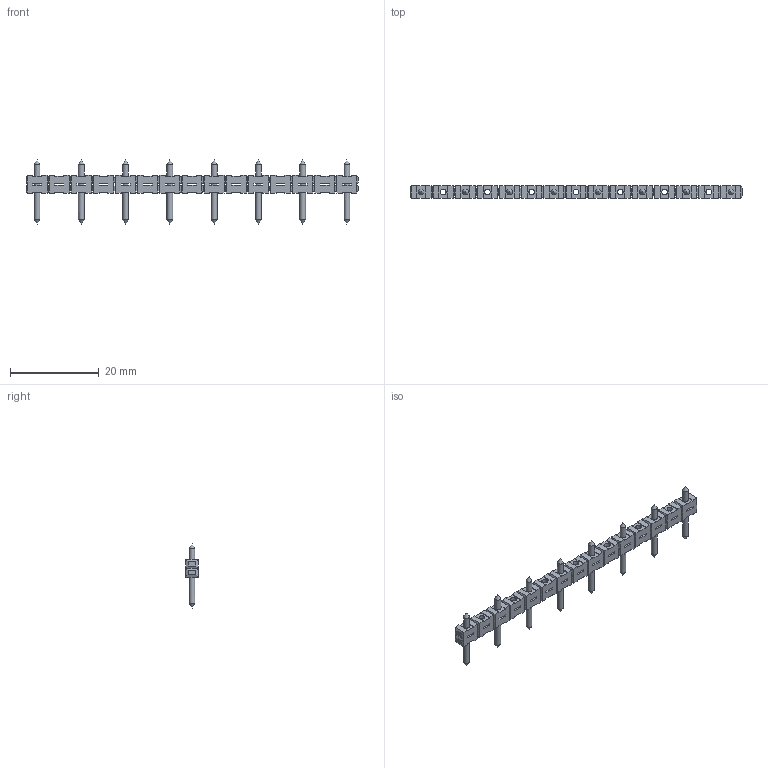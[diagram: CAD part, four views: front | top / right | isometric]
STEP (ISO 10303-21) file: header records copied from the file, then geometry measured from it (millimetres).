
FILE_DESCRIPTION(('STEP AP214'),'1');
FILE_NAME('PVSD08-10.stp','2018-11-21T10:03:38',(' '),(' '),'Spatial InterOp 3D',' ',' ');
FILE_SCHEMA(('AUTOMOTIVE_DESIGN { 1 0 10303 214 1 1 1 1 }'));
Length unit declared in the file: metre
Products named in the file (1): 1
Bounding box: 75 x 2.8 x 14.5 mm (x, y, z)
Volume: 817.9 mm3; surface area: 1722 mm2
Topology: 1 solids, 1 shells, 538 faces, 1370 edges, 806 vertices
Faces by surface type: plane 484, cylinder 38, cone 16
Full cylindrical faces by diameter (mm): 1.3 x38
Entity records: 19295 total; most frequent: CARTESIAN_POINT 2553, ORIENTED_EDGE 2508, DIRECTION 2408, EDGE_CURVE 1254, LINE 1178, VECTOR 1178, VERTEX_POINT 760, EDGE_LOOP 666
